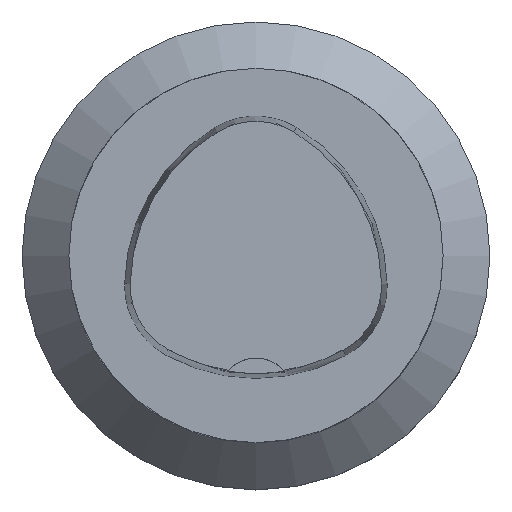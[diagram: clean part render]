
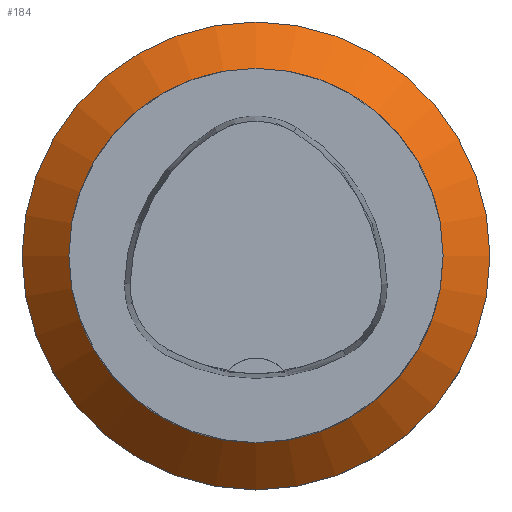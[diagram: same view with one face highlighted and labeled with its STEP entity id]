
A CAD part, top view. The second image highlights one B-rep face of the part: STEP entity #184.
In plain terms, the highlighted conical face has half-angle 45 degrees and reference radius 20 mm.
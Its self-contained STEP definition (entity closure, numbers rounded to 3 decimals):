
#131=FACE_BOUND('',#257,.T.);
#132=FACE_BOUND('',#258,.T.);
#184=ADVANCED_FACE('',(#131,#132),#196,.T.);
#196=CONICAL_SURFACE('',#647,20.0,45.0);
#257=EDGE_LOOP('',(#437));
#258=EDGE_LOOP('',(#438));
#437=ORIENTED_EDGE('',*,*,#561,.T.);
#438=ORIENTED_EDGE('',*,*,#526,.T.);
#474=VERTEX_POINT('',#870);
#499=VERTEX_POINT('',#978);
#526=EDGE_CURVE('',#474,#474,#583,.T.);
#561=EDGE_CURVE('',#499,#499,#588,.T.);
#583=CIRCLE('',#615,20.0);
#588=CIRCLE('',#646,25.0);
#615=AXIS2_PLACEMENT_3D('',#869,#710,#711);
#646=AXIS2_PLACEMENT_3D('',#977,#793,#794);
#647=AXIS2_PLACEMENT_3D('',#979,#795,#796);
#710=DIRECTION('',(0.0,0.0,-1.0));
#711=DIRECTION('',(-1.0,0.0,0.0));
#793=DIRECTION('',(0.0,0.0,1.0));
#794=DIRECTION('',(1.0,0.0,0.0));
#795=DIRECTION('',(0.0,0.0,-1.0));
#796=DIRECTION('',(1.0,0.0,0.));
#869=CARTESIAN_POINT('',(0.0,0.0,-20.0));
#870=CARTESIAN_POINT('',(-20.0,0.0,-20.0));
#977=CARTESIAN_POINT('',(0.0,0.0,-25.0));
#978=CARTESIAN_POINT('',(25.0,0.0,-25.0));
#979=CARTESIAN_POINT('',(0.0,0.0,-20.0));
